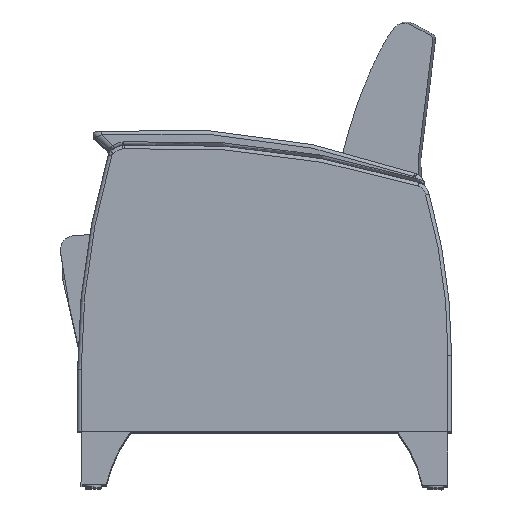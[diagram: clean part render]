
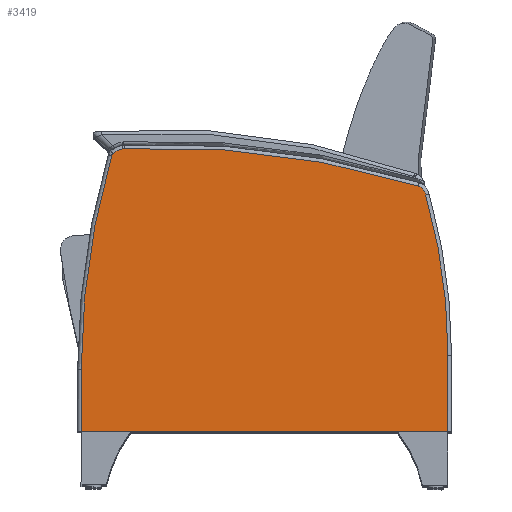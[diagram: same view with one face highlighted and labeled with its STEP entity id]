
A CAD part, top view. The second image highlights one B-rep face of the part: STEP entity #3419.
In plain terms, the highlighted planar face has unit normal (0, 0, 1).
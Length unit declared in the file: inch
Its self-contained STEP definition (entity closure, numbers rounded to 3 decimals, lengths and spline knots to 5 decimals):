
#441=PLANE('',#3816);
#603=FACE_OUTER_BOUND('',#823,.T.);
#823=EDGE_LOOP('',(#2804,#2805,#2806,#2807,#2808,#2809,#2810,#2811,#2812,
#2813));
#999=LINE('',#6496,#1156);
#1001=LINE('',#6542,#1158);
#1017=LINE('',#6666,#1174);
#1156=VECTOR('',#4418,0.3937);
#1158=VECTOR('',#4456,0.3937);
#1174=VECTOR('',#4558,0.3937);
#1319=CIRCLE('',#3747,0.25);
#1323=CIRCLE('',#3752,53.84447);
#1327=CIRCLE('',#3758,1.61874);
#1330=CIRCLE('',#3762,0.75);
#1333=CIRCLE('',#3766,59.75);
#1335=CIRCLE('',#3769,0.75);
#1338=CIRCLE('',#3774,40.58554);
#1598=VERTEX_POINT('',#6457);
#1599=VERTEX_POINT('',#6458);
#1603=VERTEX_POINT('',#6479);
#1605=VERTEX_POINT('',#6494);
#1606=VERTEX_POINT('',#6498);
#1608=VERTEX_POINT('',#6504);
#1610=VERTEX_POINT('',#6510);
#1613=VERTEX_POINT('',#6518);
#1614=VERTEX_POINT('',#6535);
#1617=VERTEX_POINT('',#6540);
#1985=EDGE_CURVE('',#1598,#1599,#1319,.T.);
#1991=EDGE_CURVE('',#1603,#1598,#1323,.T.);
#1994=EDGE_CURVE('',#1605,#1603,#999,.T.);
#1997=EDGE_CURVE('',#1599,#1606,#1327,.T.);
#2000=EDGE_CURVE('',#1606,#1608,#1330,.T.);
#2003=EDGE_CURVE('',#1608,#1610,#1333,.T.);
#2005=EDGE_CURVE('',#1610,#1613,#1335,.T.);
#2010=EDGE_CURVE('',#1617,#1614,#1001,.T.);
#2011=EDGE_CURVE('',#1613,#1617,#1338,.T.);
#2052=EDGE_CURVE('',#1614,#1605,#1017,.T.);
#2804=ORIENTED_EDGE('',*,*,#1994,.F.);
#2805=ORIENTED_EDGE('',*,*,#2052,.F.);
#2806=ORIENTED_EDGE('',*,*,#2010,.F.);
#2807=ORIENTED_EDGE('',*,*,#2011,.F.);
#2808=ORIENTED_EDGE('',*,*,#2005,.F.);
#2809=ORIENTED_EDGE('',*,*,#2003,.F.);
#2810=ORIENTED_EDGE('',*,*,#2000,.F.);
#2811=ORIENTED_EDGE('',*,*,#1997,.F.);
#2812=ORIENTED_EDGE('',*,*,#1985,.F.);
#2813=ORIENTED_EDGE('',*,*,#1991,.F.);
#3419=ADVANCED_FACE('',(#603),#441,.T.);
#3747=AXIS2_PLACEMENT_3D('',#6459,#4401,#4402);
#3752=AXIS2_PLACEMENT_3D('',#6490,#4411,#4412);
#3758=AXIS2_PLACEMENT_3D('',#6502,#4425,#4426);
#3762=AXIS2_PLACEMENT_3D('',#6508,#4433,#4434);
#3766=AXIS2_PLACEMENT_3D('',#6514,#4441,#4442);
#3769=AXIS2_PLACEMENT_3D('',#6519,#4447,#4448);
#3774=AXIS2_PLACEMENT_3D('',#6544,#4459,#4460);
#3816=AXIS2_PLACEMENT_3D('',#6667,#4559,#4560);
#4401=DIRECTION('center_axis',(0.,0.,-1.));
#4402=DIRECTION('ref_axis',(-0.844,0.537,0.));
#4411=DIRECTION('center_axis',(0.,0.,-1.));
#4412=DIRECTION('ref_axis',(-0.99,0.14,0.));
#4418=DIRECTION('',(0.,1.,0.));
#4425=DIRECTION('center_axis',(0.,0.,-1.));
#4426=DIRECTION('ref_axis',(-0.425,0.905,0.));
#4433=DIRECTION('center_axis',(0.,0.,-1.));
#4434=DIRECTION('ref_axis',(-0.128,0.992,0.));
#4441=DIRECTION('center_axis',(0.,0.,-1.));
#4442=DIRECTION('ref_axis',(0.124,0.992,0.));
#4447=DIRECTION('center_axis',(0.,0.,-1.));
#4448=DIRECTION('ref_axis',(0.761,0.649,0.));
#4456=DIRECTION('',(0.,-1.,0.));
#4459=DIRECTION('center_axis',(0.,0.,-1.));
#4460=DIRECTION('ref_axis',(0.99,0.139,0.));
#4558=DIRECTION('',(-1.,0.,0.));
#4559=DIRECTION('center_axis',(0.,0.,1.));
#4560=DIRECTION('ref_axis',(1.,0.,0.));
#6457=CARTESIAN_POINT('',(-12.3965,20.65936,2.75));
#6458=CARTESIAN_POINT('',(-12.30759,20.8021,2.75));
#6459=CARTESIAN_POINT('Origin',(-12.15221,20.60625,2.75));
#6479=CARTESIAN_POINT('',(-14.50196,5.72409,2.75));
#6490=CARTESIAN_POINT('Origin',(39.34251,5.74957,2.75));
#6494=CARTESIAN_POINT('',(-14.50196,1.38751,2.75));
#6496=CARTESIAN_POINT('',(-14.50196,5.41302,2.75));
#6498=CARTESIAN_POINT('',(-11.63546,21.11791,2.75));
#6502=CARTESIAN_POINT('Origin',(-11.3015,19.534,2.75));
#6504=CARTESIAN_POINT('',(-11.51791,21.13312,2.75));
#6508=CARTESIAN_POINT('Origin',(-11.48073,20.38404,2.75));
#6510=CARTESIAN_POINT('',(9.03893,18.55741,2.75));
#6514=CARTESIAN_POINT('Origin',(-8.55543,-38.54339,2.75));
#6518=CARTESIAN_POINT('',(9.56287,17.92892,2.75));
#6519=CARTESIAN_POINT('Origin',(8.81808,17.84066,2.75));
#6535=CARTESIAN_POINT('',(11.14024,1.38751,2.75));
#6540=CARTESIAN_POINT('',(11.14024,6.72403,2.75));
#6542=CARTESIAN_POINT('',(11.14024,8.58129,2.75));
#6544=CARTESIAN_POINT('Origin',(-29.4453,6.72403,2.75));
#6666=CARTESIAN_POINT('',(12.28079,1.38751,2.75));
#6667=CARTESIAN_POINT('Origin',(-1.61059,10.43854,2.75));
